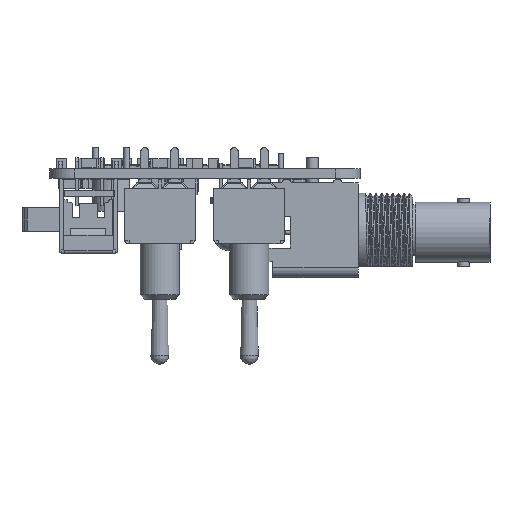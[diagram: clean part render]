
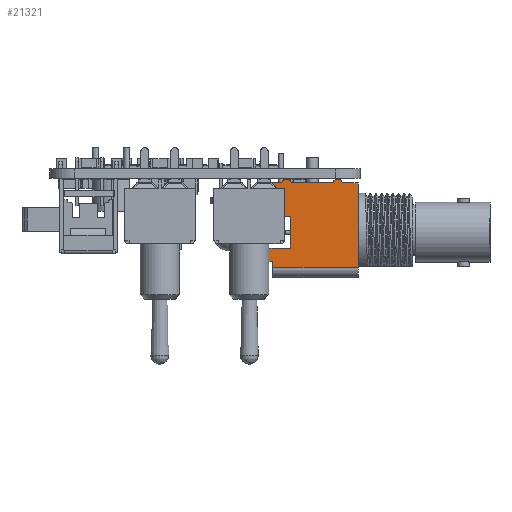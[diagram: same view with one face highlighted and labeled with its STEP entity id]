
A CAD part, left-side view. The second image highlights one B-rep face of the part: STEP entity #21321.
In plain terms, the highlighted face is planar.
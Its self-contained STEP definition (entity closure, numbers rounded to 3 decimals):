
#19803 = VERTEX_POINT('',#19804);
#19804 = CARTESIAN_POINT('',(7.379,-7.925,-21.209));
#19810 = EDGE_CURVE('',#19811,#19803,#19813,.T.);
#19811 = VERTEX_POINT('',#19812);
#19812 = CARTESIAN_POINT('',(7.379,5.74,-21.209));
#19813 = LINE('',#19814,#19815);
#19814 = CARTESIAN_POINT('',(7.379,5.74,-21.209));
#19815 = VECTOR('',#19816,1.);
#19816 = DIRECTION('',(0.,-1.,0.));
#19838 = EDGE_CURVE('',#19811,#19839,#19841,.T.);
#19839 = VERTEX_POINT('',#19840);
#19840 = CARTESIAN_POINT('',(7.379,5.74,-34.925));
#19841 = LINE('',#19842,#19843);
#19842 = CARTESIAN_POINT('',(7.379,5.74,-21.209));
#19843 = VECTOR('',#19844,1.);
#19844 = DIRECTION('',(0.,0.,-1.));
#20027 = EDGE_CURVE('',#19839,#20028,#20030,.T.);
#20028 = VERTEX_POINT('',#20029);
#20029 = CARTESIAN_POINT('',(7.379,4.775,-34.925));
#20030 = LINE('',#20031,#20032);
#20031 = CARTESIAN_POINT('',(7.379,5.74,-34.925));
#20032 = VECTOR('',#20033,1.);
#20033 = DIRECTION('',(0.,-1.,0.));
#20264 = VERTEX_POINT('',#20265);
#20265 = CARTESIAN_POINT('',(7.379,-2.54,-34.925));
#20271 = EDGE_CURVE('',#20264,#20272,#20274,.T.);
#20272 = VERTEX_POINT('',#20273);
#20273 = CARTESIAN_POINT('',(7.379,-5.08,-34.925));
#20274 = LINE('',#20275,#20276);
#20275 = CARTESIAN_POINT('',(7.379,-2.54,-34.925));
#20276 = VECTOR('',#20277,1.);
#20277 = DIRECTION('',(0.,-1.,0.));
#20488 = VERTEX_POINT('',#20489);
#20489 = CARTESIAN_POINT('',(7.379,-7.925,-35.56));
#20495 = EDGE_CURVE('',#20496,#20488,#20498,.T.);
#20496 = VERTEX_POINT('',#20497);
#20497 = CARTESIAN_POINT('',(7.379,-7.925,-33.513));
#20498 = LINE('',#20499,#20500);
#20499 = CARTESIAN_POINT('',(7.379,-7.925,-33.513));
#20500 = VECTOR('',#20501,1.);
#20501 = DIRECTION('',(0.,0.,-1.));
#20520 = VERTEX_POINT('',#20521);
#20521 = CARTESIAN_POINT('',(7.379,-7.925,-31.968));
#20527 = EDGE_CURVE('',#20528,#20520,#20530,.T.);
#20528 = VERTEX_POINT('',#20529);
#20529 = CARTESIAN_POINT('',(7.379,-7.925,-25.273));
#20530 = LINE('',#20531,#20532);
#20531 = CARTESIAN_POINT('',(7.379,-7.925,-25.273));
#20532 = VECTOR('',#20533,1.);
#20533 = DIRECTION('',(0.,0.,-1.));
#20552 = VERTEX_POINT('',#20553);
#20553 = CARTESIAN_POINT('',(7.379,-7.925,-23.728));
#20559 = EDGE_CURVE('',#19803,#20552,#20560,.T.);
#20560 = LINE('',#20561,#20562);
#20561 = CARTESIAN_POINT('',(7.379,-7.925,-21.209));
#20562 = VECTOR('',#20563,1.);
#20563 = DIRECTION('',(0.,0.,-1.));
#21206 = VERTEX_POINT('',#21207);
#21207 = CARTESIAN_POINT('',(7.379,-2.54,-32.131));
#21215 = VERTEX_POINT('',#21216);
#21216 = CARTESIAN_POINT('',(7.379,2.54,-32.131));
#21222 = EDGE_CURVE('',#21215,#21206,#21223,.T.);
#21223 = LINE('',#21224,#21225);
#21224 = CARTESIAN_POINT('',(7.379,2.54,-32.131));
#21225 = VECTOR('',#21226,1.);
#21226 = DIRECTION('',(0.,-1.,0.));
#21321 = ADVANCED_FACE('',(#21322),#21388,.T.);
#21322 = FACE_BOUND('',#21323,.T.);
#21323 = EDGE_LOOP('',(#21324,#21330,#21331,#21339,#21347,#21353,#21354,
    #21355,#21356,#21357,#21364,#21365,#21372,#21373,#21381,#21387));
#21324 = ORIENTED_EDGE('',*,*,#21325,.F.);
#21325 = EDGE_CURVE('',#21206,#20264,#21326,.T.);
#21326 = LINE('',#21327,#21328);
#21327 = CARTESIAN_POINT('',(7.379,-2.54,-32.131));
#21328 = VECTOR('',#21329,1.);
#21329 = DIRECTION('',(0.,0.,-1.));
#21330 = ORIENTED_EDGE('',*,*,#21222,.F.);
#21331 = ORIENTED_EDGE('',*,*,#21332,.T.);
#21332 = EDGE_CURVE('',#21215,#21333,#21335,.T.);
#21333 = VERTEX_POINT('',#21334);
#21334 = CARTESIAN_POINT('',(7.379,2.54,-35.56));
#21335 = LINE('',#21336,#21337);
#21336 = CARTESIAN_POINT('',(7.379,2.54,-32.131));
#21337 = VECTOR('',#21338,1.);
#21338 = DIRECTION('',(0.,0.,-1.));
#21339 = ORIENTED_EDGE('',*,*,#21340,.F.);
#21340 = EDGE_CURVE('',#21341,#21333,#21343,.T.);
#21341 = VERTEX_POINT('',#21342);
#21342 = CARTESIAN_POINT('',(7.379,4.775,-35.56));
#21343 = LINE('',#21344,#21345);
#21344 = CARTESIAN_POINT('',(7.379,4.775,-35.56));
#21345 = VECTOR('',#21346,1.);
#21346 = DIRECTION('',(0.,-1.,0.));
#21347 = ORIENTED_EDGE('',*,*,#21348,.F.);
#21348 = EDGE_CURVE('',#20028,#21341,#21349,.T.);
#21349 = LINE('',#21350,#21351);
#21350 = CARTESIAN_POINT('',(7.379,4.775,-34.925));
#21351 = VECTOR('',#21352,1.);
#21352 = DIRECTION('',(0.,0.,-1.));
#21353 = ORIENTED_EDGE('',*,*,#20027,.F.);
#21354 = ORIENTED_EDGE('',*,*,#19838,.F.);
#21355 = ORIENTED_EDGE('',*,*,#19810,.T.);
#21356 = ORIENTED_EDGE('',*,*,#20559,.T.);
#21357 = ORIENTED_EDGE('',*,*,#21358,.T.);
#21358 = EDGE_CURVE('',#20552,#20528,#21359,.T.);
#21359 = CIRCLE('',#21360,0.787);
#21360 = AXIS2_PLACEMENT_3D('',#21361,#21362,#21363);
#21361 = CARTESIAN_POINT('',(7.379,-7.772,-24.5));
#21362 = DIRECTION('',(1.,0.,0.));
#21363 = DIRECTION('',(0.,-0.194,0.981));
#21364 = ORIENTED_EDGE('',*,*,#20527,.T.);
#21365 = ORIENTED_EDGE('',*,*,#21366,.T.);
#21366 = EDGE_CURVE('',#20520,#20496,#21367,.T.);
#21367 = CIRCLE('',#21368,0.787);
#21368 = AXIS2_PLACEMENT_3D('',#21369,#21370,#21371);
#21369 = CARTESIAN_POINT('',(7.379,-7.772,-32.741));
#21370 = DIRECTION('',(1.,0.,0.));
#21371 = DIRECTION('',(0.,-0.194,0.981));
#21372 = ORIENTED_EDGE('',*,*,#20495,.T.);
#21373 = ORIENTED_EDGE('',*,*,#21374,.F.);
#21374 = EDGE_CURVE('',#21375,#20488,#21377,.T.);
#21375 = VERTEX_POINT('',#21376);
#21376 = CARTESIAN_POINT('',(7.379,-5.08,-35.56));
#21377 = LINE('',#21378,#21379);
#21378 = CARTESIAN_POINT('',(7.379,-5.08,-35.56));
#21379 = VECTOR('',#21380,1.);
#21380 = DIRECTION('',(0.,-1.,0.));
#21381 = ORIENTED_EDGE('',*,*,#21382,.F.);
#21382 = EDGE_CURVE('',#20272,#21375,#21383,.T.);
#21383 = LINE('',#21384,#21385);
#21384 = CARTESIAN_POINT('',(7.379,-5.08,-34.925));
#21385 = VECTOR('',#21386,1.);
#21386 = DIRECTION('',(0.,0.,-1.));
#21387 = ORIENTED_EDGE('',*,*,#20271,.F.);
#21388 = PLANE('',#21389);
#21389 = AXIS2_PLACEMENT_3D('',#21390,#21391,#21392);
#21390 = CARTESIAN_POINT('',(7.379,5.74,-21.209));
#21391 = DIRECTION('',(1.,0.,0.));
#21392 = DIRECTION('',(-0.,1.,0.));
